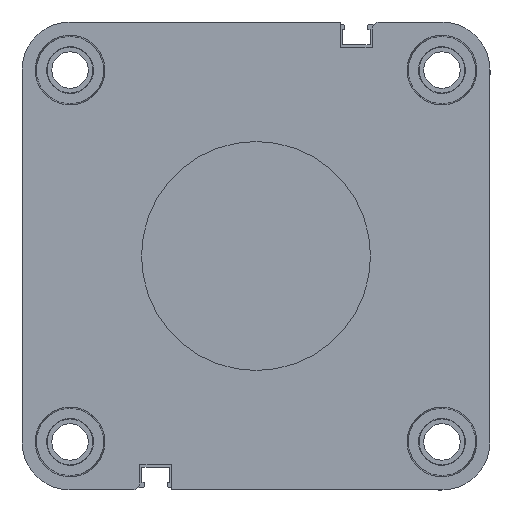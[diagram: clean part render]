
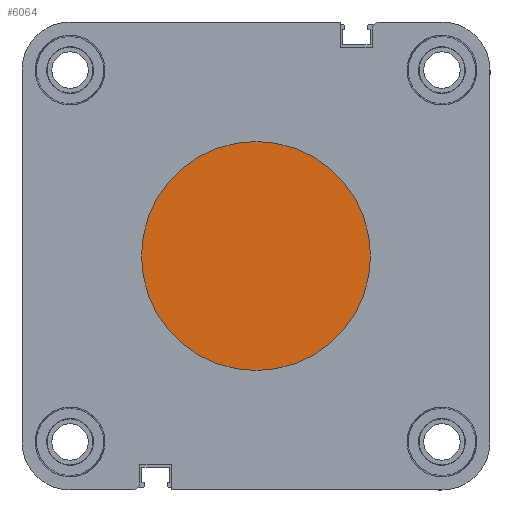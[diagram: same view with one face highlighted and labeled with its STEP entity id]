
A CAD part, left-side view. The second image highlights one B-rep face of the part: STEP entity #6064.
In plain terms, the highlighted planar face has unit normal (-1, 0, 0).
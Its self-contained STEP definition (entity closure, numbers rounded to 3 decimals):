
#431 = CIRCLE ( 'NONE', #10000, 27.4 ) ;
#1156 = CARTESIAN_POINT ( 'NONE',  ( 0., 0., 27.4 ) ) ;
#1257 = ORIENTED_EDGE ( 'NONE', *, *, #2545, .T. ) ;
#1491 = CARTESIAN_POINT ( 'NONE',  ( 0., 0., 0. ) ) ;
#2545 = EDGE_CURVE ( 'NONE', #7865, #3348, #14448, .T. ) ;
#2620 = CARTESIAN_POINT ( 'NONE',  ( 0., 0., 0. ) ) ;
#2768 = DIRECTION ( 'NONE',  ( 0., 0., 1. ) ) ;
#3348 = VERTEX_POINT ( 'NONE', #1156 ) ;
#5602 = AXIS2_PLACEMENT_3D ( 'NONE', #2620, #11945, #6010 ) ;
#6010 = DIRECTION ( 'NONE',  ( 0., 0., 1. ) ) ;
#6064 = ADVANCED_FACE ( 'NONE', ( #6593 ), #7147, .T. ) ;
#6222 = CARTESIAN_POINT ( 'NONE',  ( 0., 0., 0. ) ) ;
#6593 = FACE_OUTER_BOUND ( 'NONE', #12077, .T. ) ;
#7147 = PLANE ( 'NONE',  #5602 ) ;
#7294 = DIRECTION ( 'NONE',  ( -1., 0., 0. ) ) ;
#7418 = DIRECTION ( 'NONE',  ( 0., 0., 1. ) ) ;
#7865 = VERTEX_POINT ( 'NONE', #9545 ) ;
#8121 = AXIS2_PLACEMENT_3D ( 'NONE', #6222, #14425, #7418 ) ;
#9545 = CARTESIAN_POINT ( 'NONE',  ( 0., 0., -27.4 ) ) ;
#10000 = AXIS2_PLACEMENT_3D ( 'NONE', #1491, #7294, #2768 ) ;
#11945 = DIRECTION ( 'NONE',  ( -1., 0., 0. ) ) ;
#12077 = EDGE_LOOP ( 'NONE', ( #13323, #1257 ) ) ;
#12367 = EDGE_CURVE ( 'NONE', #3348, #7865, #431, .T. ) ;
#13323 = ORIENTED_EDGE ( 'NONE', *, *, #12367, .T. ) ;
#14425 = DIRECTION ( 'NONE',  ( -1., 0., 0. ) ) ;
#14448 = CIRCLE ( 'NONE', #8121, 27.4 ) ;
